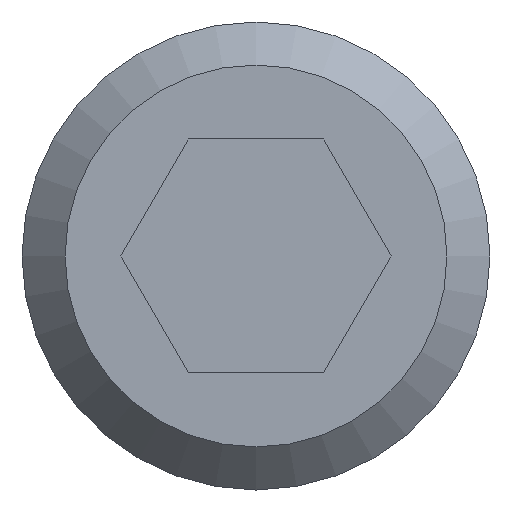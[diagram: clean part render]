
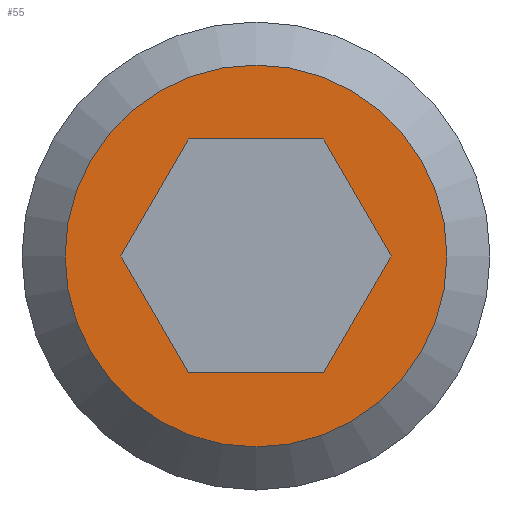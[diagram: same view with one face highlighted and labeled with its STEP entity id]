
A CAD part, left-side view. The second image highlights one B-rep face of the part: STEP entity #55.
In plain terms, the highlighted planar face has unit normal (-1, 0, 0).
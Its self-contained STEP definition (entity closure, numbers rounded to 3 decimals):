
#55 = ADVANCED_FACE( '', ( #110, #111 ), #112, .F. );
#110 = FACE_OUTER_BOUND( '', #162, .T. );
#111 = FACE_BOUND( '', #163, .T. );
#112 = PLANE( '', #164 );
#162 = EDGE_LOOP( '', ( #246 ) );
#163 = EDGE_LOOP( '', ( #247, #248, #249, #250, #251, #252 ) );
#164 = AXIS2_PLACEMENT_3D( '', #253, #254, #255 );
#246 = ORIENTED_EDGE( '', *, *, #307, .F. );
#247 = ORIENTED_EDGE( '', *, *, #300, .T. );
#248 = ORIENTED_EDGE( '', *, *, #277, .T. );
#249 = ORIENTED_EDGE( '', *, *, #304, .T. );
#250 = ORIENTED_EDGE( '', *, *, #308, .T. );
#251 = ORIENTED_EDGE( '', *, *, #285, .T. );
#252 = ORIENTED_EDGE( '', *, *, #297, .T. );
#253 = CARTESIAN_POINT( '', ( 0., 0., 0. ) );
#254 = DIRECTION( '', ( 1., 0., 0. ) );
#255 = DIRECTION( '', ( 0., 0., -1. ) );
#277 = EDGE_CURVE( '', #314, #315, #316, .T. );
#285 = EDGE_CURVE( '', #326, #327, #328, .T. );
#297 = EDGE_CURVE( '', #327, #345, #346, .T. );
#300 = EDGE_CURVE( '', #345, #314, #349, .T. );
#304 = EDGE_CURVE( '', #315, #354, #355, .T. );
#307 = EDGE_CURVE( '', #358, #358, #359, .T. );
#308 = EDGE_CURVE( '', #354, #326, #360, .T. );
#314 = VERTEX_POINT( '', #367 );
#315 = VERTEX_POINT( '', #368 );
#316 = LINE( '', #369, #370 );
#326 = VERTEX_POINT( '', #383 );
#327 = VERTEX_POINT( '', #384 );
#328 = LINE( '', #385, #386 );
#345 = VERTEX_POINT( '', #410 );
#346 = LINE( '', #411, #412 );
#349 = LINE( '', #416, #417 );
#354 = VERTEX_POINT( '', #422 );
#355 = LINE( '', #423, #424 );
#358 = VERTEX_POINT( '', #428 );
#359 = CIRCLE( '', #429, 4.08 );
#360 = LINE( '', #430, #431 );
#367 = CARTESIAN_POINT( '', ( 0., -1.443, 2.5 ) );
#368 = CARTESIAN_POINT( '', ( 0., -2.887, 0. ) );
#369 = CARTESIAN_POINT( '', ( 0., -1.443, 2.5 ) );
#370 = VECTOR( '', #437, 1000. );
#383 = CARTESIAN_POINT( '', ( 0., 1.443, -2.5 ) );
#384 = CARTESIAN_POINT( '', ( 0., 2.887, 0. ) );
#385 = CARTESIAN_POINT( '', ( 0., 1.443, -2.5 ) );
#386 = VECTOR( '', #444, 1000. );
#410 = CARTESIAN_POINT( '', ( 0., 1.443, 2.5 ) );
#411 = CARTESIAN_POINT( '', ( 0., 2.887, 0. ) );
#412 = VECTOR( '', #455, 1000. );
#416 = CARTESIAN_POINT( '', ( 0., 1.443, 2.5 ) );
#417 = VECTOR( '', #457, 1000. );
#422 = CARTESIAN_POINT( '', ( 0., -1.443, -2.5 ) );
#423 = CARTESIAN_POINT( '', ( 0., -2.887, 0. ) );
#424 = VECTOR( '', #461, 1000. );
#428 = CARTESIAN_POINT( '', ( 0., 0., -4.08 ) );
#429 = AXIS2_PLACEMENT_3D( '', #463, #464, #465 );
#430 = CARTESIAN_POINT( '', ( 0., -1.443, -2.5 ) );
#431 = VECTOR( '', #466, 1000. );
#437 = DIRECTION( '', ( 0., -0.5, -0.866 ) );
#444 = DIRECTION( '', ( 0., 0.5, 0.866 ) );
#455 = DIRECTION( '', ( 0., -0.5, 0.866 ) );
#457 = DIRECTION( '', ( 0., -1., 0. ) );
#461 = DIRECTION( '', ( 0., 0.5, -0.866 ) );
#463 = CARTESIAN_POINT( '', ( 0., 0., 0. ) );
#464 = DIRECTION( '', ( 1., 0., 0. ) );
#465 = DIRECTION( '', ( 0., 0., -1. ) );
#466 = DIRECTION( '', ( 0., 1., 0. ) );
